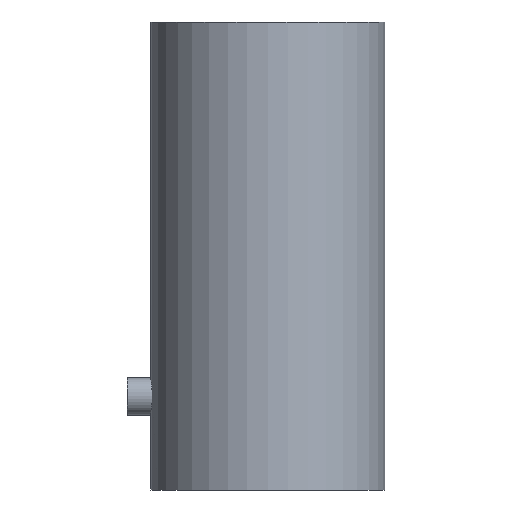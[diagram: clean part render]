
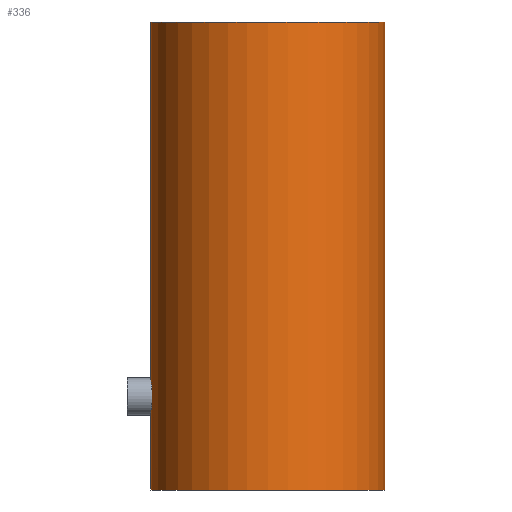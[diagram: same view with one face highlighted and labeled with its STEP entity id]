
A CAD part, front view. The second image highlights one B-rep face of the part: STEP entity #336.
In plain terms, the highlighted cylindrical face has radius 12.5 mm (diameter 25 mm), a full revolution.
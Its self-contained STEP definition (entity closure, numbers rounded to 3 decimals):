
#153=CARTESIAN_POINT('',(-12.339,-2.0,10.0));
#154=VERTEX_POINT('',#153);
#155=CARTESIAN_POINT('',(-12.339,-2.0,10.0));
#156=CARTESIAN_POINT('',(-12.339,-2.0,9.748));
#157=CARTESIAN_POINT('',(-12.347,-1.95,9.48));
#158=CARTESIAN_POINT('',(-12.378,-1.745,8.988));
#159=CARTESIAN_POINT('',(-12.4,-1.592,8.763));
#160=CARTESIAN_POINT('',(-12.44,-1.237,8.408));
#161=CARTESIAN_POINT('',(-12.461,-1.012,8.255));
#162=CARTESIAN_POINT('',(-12.492,-0.52,8.05));
#163=CARTESIAN_POINT('',(-12.5,-0.252,8.0));
#164=CARTESIAN_POINT('',(-12.5,0.252,8.0));
#165=CARTESIAN_POINT('',(-12.492,0.52,8.05));
#166=CARTESIAN_POINT('',(-12.461,1.012,8.255));
#167=CARTESIAN_POINT('',(-12.44,1.237,8.408));
#168=CARTESIAN_POINT('',(-12.4,1.592,8.763));
#169=CARTESIAN_POINT('',(-12.378,1.745,8.988));
#170=CARTESIAN_POINT('',(-12.347,1.95,9.48));
#171=CARTESIAN_POINT('',(-12.339,2.0,9.748));
#172=CARTESIAN_POINT('',(-12.339,2.0,10.252));
#173=CARTESIAN_POINT('',(-12.347,1.95,10.52));
#174=CARTESIAN_POINT('',(-12.378,1.745,11.012));
#175=CARTESIAN_POINT('',(-12.4,1.592,11.237));
#176=CARTESIAN_POINT('',(-12.44,1.237,11.592));
#177=CARTESIAN_POINT('',(-12.461,1.012,11.745));
#178=CARTESIAN_POINT('',(-12.492,0.52,11.95));
#179=CARTESIAN_POINT('',(-12.5,0.252,12.0));
#180=CARTESIAN_POINT('',(-12.5,-0.252,12.0));
#181=CARTESIAN_POINT('',(-12.492,-0.52,11.95));
#182=CARTESIAN_POINT('',(-12.461,-1.012,11.745));
#183=CARTESIAN_POINT('',(-12.44,-1.237,11.592));
#184=CARTESIAN_POINT('',(-12.4,-1.592,11.237));
#185=CARTESIAN_POINT('',(-12.378,-1.745,11.012));
#186=CARTESIAN_POINT('',(-12.347,-1.95,10.52));
#187=CARTESIAN_POINT('',(-12.339,-2.0,10.252));
#188=CARTESIAN_POINT('',(-12.339,-2.0,10.0));
#189=B_SPLINE_CURVE_WITH_KNOTS('',3,(#155,#156,#157,#158,#159,#160,#161,#162,#163,#164,#165,#166,#167,#168,#169,#170,#171,#172,#173,#174,#175,#176,#177,#178,#179,#180,#181,#182,#183,#184,#185,#186,#187,#188),.UNSPECIFIED.,.T.,.U.,(4,2,2,2,2,2,2,2,2,2,2,2,2,2,2,2,4),(0.0,0.075,0.151,0.226,0.302,0.377,0.453,0.528,0.604,0.679,0.755,0.83,0.906,0.981,1.057,1.132,1.208),.UNSPECIFIED.);
#190=EDGE_CURVE('',#154,#154,#189,.T.);
#306=CARTESIAN_POINT('',(0.0,0.0,0.0));
#307=DIRECTION('',(0.0,0.0,1.0));
#308=DIRECTION('',(-1.0,0.0,0.0));
#309=AXIS2_PLACEMENT_3D('',#306,#307,#308);
#310=CYLINDRICAL_SURFACE('',#309,12.5);
#311=CARTESIAN_POINT('',(12.5,0.,50.0));
#312=VERTEX_POINT('',#311);
#313=CARTESIAN_POINT('',(0.0,0.0,50.0));
#314=DIRECTION('',(0.0,0.0,-1.0));
#315=DIRECTION('',(-1.0,0.0,0.0));
#316=AXIS2_PLACEMENT_3D('',#313,#314,#315);
#317=CIRCLE('',#316,12.5);
#318=EDGE_CURVE('',#312,#312,#317,.T.);
#319=ORIENTED_EDGE('',*,*,#318,.T.);
#320=EDGE_LOOP('',(#319));
#321=FACE_OUTER_BOUND('',#320,.T.);
#322=ORIENTED_EDGE('',*,*,#190,.T.);
#323=EDGE_LOOP('',(#322));
#324=FACE_BOUND('',#323,.T.);
#325=CARTESIAN_POINT('',(12.5,0.,0.0));
#326=VERTEX_POINT('',#325);
#327=CARTESIAN_POINT('',(0.0,0.0,0.0));
#328=DIRECTION('',(0.0,0.0,-1.0));
#329=DIRECTION('',(-1.0,0.0,0.0));
#330=AXIS2_PLACEMENT_3D('',#327,#328,#329);
#331=CIRCLE('',#330,12.5);
#332=EDGE_CURVE('',#326,#326,#331,.T.);
#333=ORIENTED_EDGE('',*,*,#332,.F.);
#334=EDGE_LOOP('',(#333));
#335=FACE_BOUND('',#334,.T.);
#336=ADVANCED_FACE('',(#321,#324,#335),#310,.T.);
